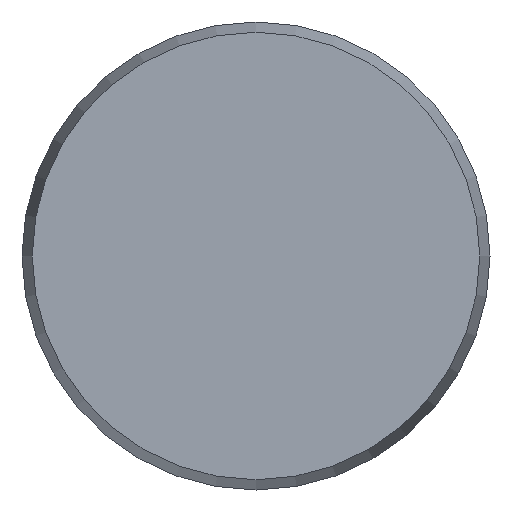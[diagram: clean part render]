
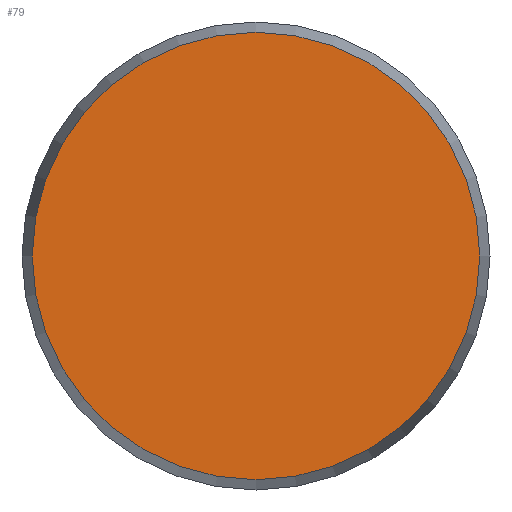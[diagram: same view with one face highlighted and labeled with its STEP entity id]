
A CAD part, front view. The second image highlights one B-rep face of the part: STEP entity #79.
In plain terms, the highlighted planar face has unit normal (0, -1, 0).
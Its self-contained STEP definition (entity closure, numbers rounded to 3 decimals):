
#79 = ADVANCED_FACE( '', ( #184 ), #185, .F. );
#184 = FACE_OUTER_BOUND( '', #323, .T. );
#185 = PLANE( '', #324 );
#323 = EDGE_LOOP( '', ( #522 ) );
#324 = AXIS2_PLACEMENT_3D( '', #523, #524, #525 );
#522 = ORIENTED_EDGE( '', *, *, #784, .T. );
#523 = CARTESIAN_POINT( '', ( 38.25, 0., 0. ) );
#524 = DIRECTION( '', ( 0., 1., 0. ) );
#525 = DIRECTION( '', ( 0., 0., 1. ) );
#784 = EDGE_CURVE( '', #913, #913, #914, .T. );
#913 = VERTEX_POINT( '', #1135 );
#914 = CIRCLE( '', #1136, 38.25 );
#1135 = CARTESIAN_POINT( '', ( 0., 0., -38.25 ) );
#1136 = AXIS2_PLACEMENT_3D( '', #1346, #1347, #1348 );
#1346 = CARTESIAN_POINT( '', ( 0., 0., 0. ) );
#1347 = DIRECTION( '', ( 0., -1., 0. ) );
#1348 = DIRECTION( '', ( 0., 0., -1. ) );
